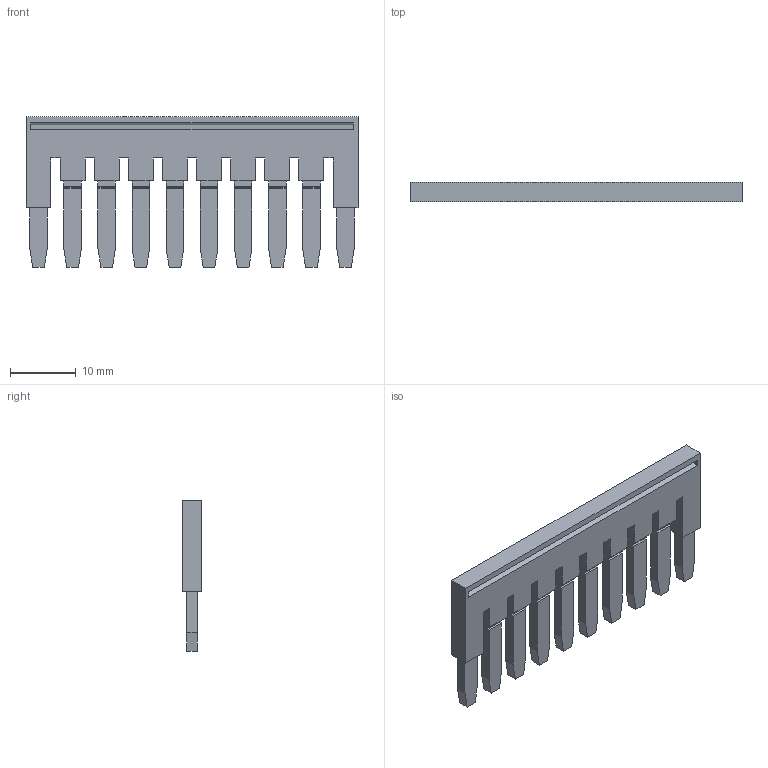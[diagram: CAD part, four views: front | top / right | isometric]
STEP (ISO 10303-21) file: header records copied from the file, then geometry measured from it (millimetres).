
FILE_DESCRIPTION(('Creo Elements/Direct Modeling STEP Export'),'2;1');
FILE_NAME('model.stp','2018-07-27T15:04:16',(''),(''),'Creo Elements/Direct Modeling STEP processor for AP214 (Solid Model)','Creo Elements/Direct Modeling 18.1I 14-Aug-2016 (C) Parametric Technology GmbH','');
FILE_SCHEMA(('AUTOMOTIVE_DESIGN { 1 0 10303 214 1 1 1 1 }'));
Length unit declared in the file: millimetre
Products named in the file (2): FBS_10_5-select
Assembly tree (1 placements, depth 2):
  FBS_10_5-select
    FBS_10_5-select
Bounding box: 50.6 x 3 x 22.98 mm (x, y, z)
Volume: 1888.2 mm3; surface area: 2740.7 mm2
Topology: 1 solids, 1 shells, 170 faces, 468 edges, 312 vertices
Faces by surface type: plane 170
Entity records: 6243 total; most frequent: ORIENTED_EDGE 936, CARTESIAN_POINT 852, DIRECTION 658, EDGE_CURVE 468, VECTOR 422, LINE 422, VERTEX_POINT 312, EDGE_LOOP 182
